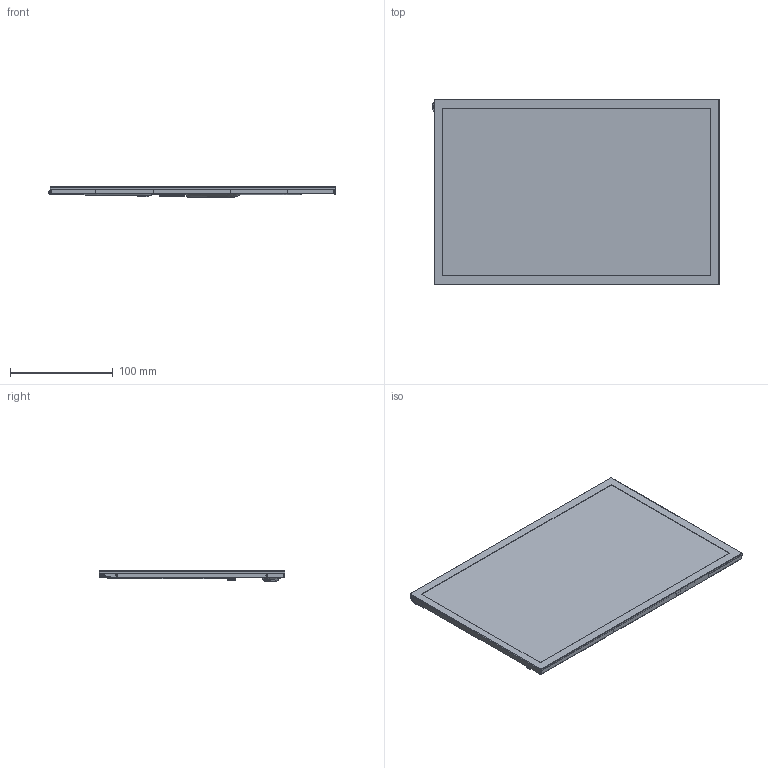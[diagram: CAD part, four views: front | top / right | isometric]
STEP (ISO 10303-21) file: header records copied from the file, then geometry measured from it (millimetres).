
FILE_DESCRIPTION(/* description */ (''),/* implementation_level */ '2;1');
FILE_NAME(/* name */ '3D_RVT121HVLNWN00_Rev.1.0.stp',/* time_stamp */ '2024-02-21T14:09:41+01:00',/* author */ ('Mateusz Natywa'),/* organization */ (''),/* preprocessor_version */ 'ST-DEVELOPER v17',/* originating_system */ 'Autodesk Inventor 2019',/* authorisation */ '');
FILE_SCHEMA (('AUTOMOTIVE_DESIGN { 1 0 10303 214 3 1 1 }'));
Products named in the file (7): Assembly1; 3D_RVT121HVLNWN00_Rev.0.1; BHSR-02VS-1_N_; FPC; CF25401D0R0-05-NH; cover_tape; cables
Assembly tree (6 placements, depth 2):
  Assembly1
    3D_RVT121HVLNWN00_Rev.0.1
    BHSR-02VS-1_N_
    FPC
    CF25401D0R0-05-NH
    cover_tape
    cables
Bounding box: 279.05 x 180.6 x 10.37 mm (x, y, z)
Volume: 293660.8 mm3; surface area: 144097.3 mm2
Topology: 57 solids, 57 shells, 4381 faces, 12523 edges, 8162 vertices
Faces by surface type: plane 2690, cylinder 1516, bspline 157, sphere 10, torus 6, cone 2
Full cylindrical faces by diameter (mm): 0.6 x2, 1.5 x2, 1.6 x4, 2.5 x2
Entity records: 374405 total; most frequent: CARTESIAN_POINT 257208, ORIENTED_EDGE 25020, DIRECTION 23813, EDGE_CURVE 12510, LINE 9133, VECTOR 9133, VERTEX_POINT 8162, AXIS2_PLACEMENT_3D 7340
